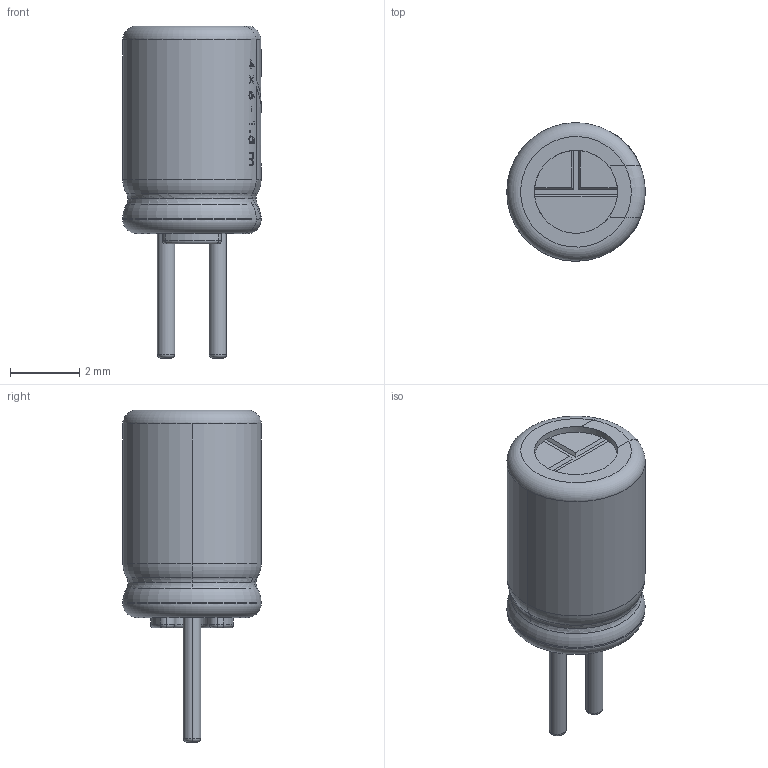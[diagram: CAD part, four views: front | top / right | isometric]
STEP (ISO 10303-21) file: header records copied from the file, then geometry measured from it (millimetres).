
FILE_DESCRIPTION (( 'STEP AP214' ), '1' );
FILE_NAME ('D998FE12-799E-4F07-BE90-443C3856C938.STEP', '2024-03-25T06:56:04', ( '' ), ( '' ), 'SwSTEP 2.0', 'SolidWorks 2022', '' );
FILE_SCHEMA (( 'AUTOMOTIVE_DESIGN' ));
Length unit declared in the file: millimetre
Products named in the file (1): D998FE12-799E-4F07-BE90-443C3856C938
Bounding box: 4 x 4 x 9.6 mm (x, y, z)
Volume: 55.1 mm3; surface area: 161.2 mm2
Topology: 1 solids, 2 shells, 449 faces, 1163 edges, 760 vertices
Faces by surface type: plane 205, bspline 118, cylinder 82, torus 44
Entity records: 22221 total; most frequent: CARTESIAN_POINT 7246, ORIENTED_EDGE 2326, DIRECTION 1674, EDGE_CURVE 1163, VERTEX_POINT 760, AXIS2_PLACEMENT_3D 624, EDGE_LOOP 491, UNCERTAINTY_MEASURE_WITH_UNIT 452
